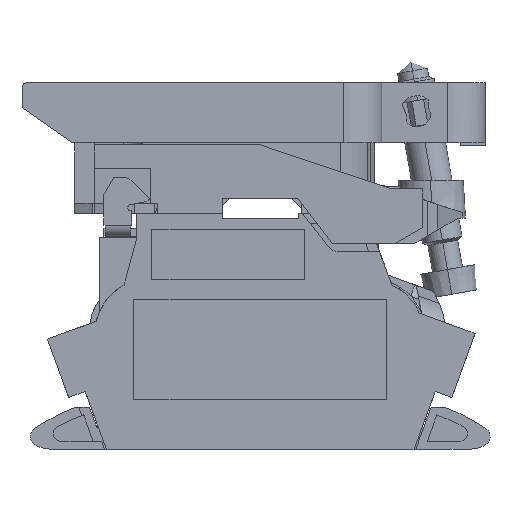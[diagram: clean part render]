
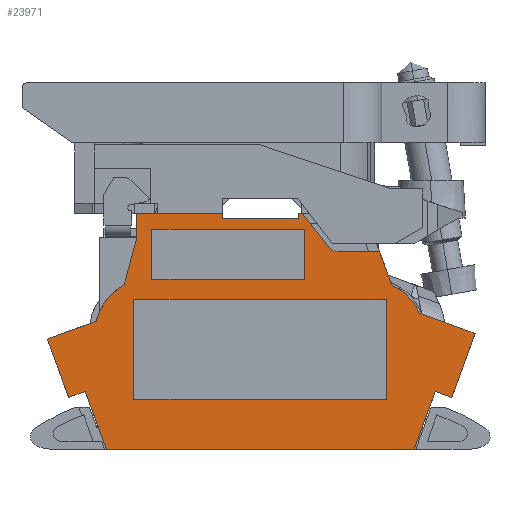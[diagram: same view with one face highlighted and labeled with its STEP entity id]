
A CAD part, left-side view. The second image highlights one B-rep face of the part: STEP entity #23971.
In plain terms, the highlighted face is planar.
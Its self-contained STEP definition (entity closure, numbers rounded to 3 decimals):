
#18508=DIRECTION('',(0.,-1.,0.));
#18509=VECTOR('',#18508,10.);
#18510=CARTESIAN_POINT('',(12.6,-8.6,-4.9));
#18511=LINE('',#18510,#18509);
#18512=DIRECTION('',(-1.,0.,0.));
#18513=VECTOR('',#18512,25.2);
#18514=CARTESIAN_POINT('',(12.6,-18.6,-4.9));
#18515=LINE('',#18514,#18513);
#18516=DIRECTION('',(0.,1.,0.));
#18517=VECTOR('',#18516,10.);
#18518=CARTESIAN_POINT('',(-12.6,-18.6,-4.9));
#18519=LINE('',#18518,#18517);
#18520=DIRECTION('',(1.,0.,0.));
#18521=VECTOR('',#18520,25.2);
#18522=CARTESIAN_POINT('',(-12.6,-8.6,-4.9));
#18523=LINE('',#18522,#18521);
#18524=DIRECTION('',(-1.,0.,0.));
#18525=VECTOR('',#18524,15.2);
#18526=CARTESIAN_POINT('',(10.8,-6.6,-4.9));
#18527=LINE('',#18526,#18525);
#18528=DIRECTION('',(0.,1.,0.));
#18529=VECTOR('',#18528,5.);
#18530=CARTESIAN_POINT('',(-4.4,-6.6,-4.9));
#18531=LINE('',#18530,#18529);
#18532=DIRECTION('',(1.,0.,0.));
#18533=VECTOR('',#18532,15.2);
#18534=CARTESIAN_POINT('',(-4.4,-1.6,-4.9));
#18535=LINE('',#18534,#18533);
#18536=DIRECTION('',(0.,-1.,0.));
#18537=VECTOR('',#18536,5.);
#18538=CARTESIAN_POINT('',(10.8,-1.6,-4.9));
#18539=LINE('',#18538,#18537);
#18540=CARTESIAN_POINT('',(-10.984,-12.021,-4.9));
#18541=DIRECTION('',(0.,0.,1.));
#18542=DIRECTION('',(-0.401,0.916,0.));
#18543=AXIS2_PLACEMENT_3D('',#18540,#18541,#18542);
#18545=DIRECTION('',(0.94,0.342,0.));
#18546=VECTOR('',#18545,5.91);
#18547=CARTESIAN_POINT('',(-21.424,-11.99,-4.9));
#18548=LINE('',#18547,#18546);
#18549=DIRECTION('',(0.342,-0.94,0.));
#18550=VECTOR('',#18549,6.8);
#18551=CARTESIAN_POINT('',(-21.424,-11.99,-4.9));
#18552=LINE('',#18551,#18550);
#18553=DIRECTION('',(0.94,0.342,0.));
#18554=VECTOR('',#18553,1.75);
#18555=CARTESIAN_POINT('',(-19.099,-18.38,-4.9));
#18556=LINE('',#18555,#18554);
#18557=DIRECTION('',(0.342,-0.94,0.));
#18558=VECTOR('',#18557,6.192);
#18559=CARTESIAN_POINT('',(-17.454,-17.781,-4.9));
#18560=LINE('',#18559,#18558);
#18561=DIRECTION('',(1.,0.,0.));
#18562=VECTOR('',#18561,30.673);
#18563=CARTESIAN_POINT('',(-15.336,-23.6,-4.9));
#18564=LINE('',#18563,#18562);
#18565=DIRECTION('',(0.342,0.94,0.));
#18566=VECTOR('',#18565,6.192);
#18567=CARTESIAN_POINT('',(15.336,-23.6,-4.9));
#18568=LINE('',#18567,#18566);
#18569=DIRECTION('',(0.94,-0.342,0.));
#18570=VECTOR('',#18569,1.75);
#18571=CARTESIAN_POINT('',(17.454,-17.781,-4.9));
#18572=LINE('',#18571,#18570);
#18573=DIRECTION('',(0.342,0.94,0.));
#18574=VECTOR('',#18573,6.2);
#18575=CARTESIAN_POINT('',(19.099,-18.38,-4.9));
#18576=LINE('',#18575,#18574);
#18577=CARTESIAN_POINT('',(10.984,-12.021,-4.9));
#18578=DIRECTION('',(0.,0.,1.));
#18579=DIRECTION('',(0.974,0.226,0.));
#18580=AXIS2_PLACEMENT_3D('',#18577,#18578,#18579);
#18582=DIRECTION('',(-0.259,0.966,0.));
#18583=VECTOR('',#18582,4.939);
#18584=CARTESIAN_POINT('',(13.578,-7.171,-4.9));
#18585=LINE('',#18584,#18583);
#18586=DIRECTION('',(0.,1.,0.));
#18587=VECTOR('',#18586,2.4);
#18588=CARTESIAN_POINT('',(12.3,-2.4,-4.9));
#18589=LINE('',#18588,#18587);
#18590=DIRECTION('',(-1.,0.,0.));
#18591=VECTOR('',#18590,8.5);
#18592=CARTESIAN_POINT('',(12.3,0.,-4.9));
#18593=LINE('',#18592,#18591);
#18594=DIRECTION('',(0.,-1.,0.));
#18595=VECTOR('',#18594,0.5);
#18596=CARTESIAN_POINT('',(3.8,0.,-4.9));
#18597=LINE('',#18596,#18595);
#18598=DIRECTION('',(1.,0.,0.));
#18599=VECTOR('',#18598,7.6);
#18600=CARTESIAN_POINT('',(-3.8,-0.5,-4.9));
#18601=LINE('',#18600,#18599);
#18602=DIRECTION('',(0.,-1.,0.));
#18603=VECTOR('',#18602,0.5);
#18604=CARTESIAN_POINT('',(-3.8,0.,-4.9));
#18605=LINE('',#18604,#18603);
#18606=DIRECTION('',(-1.,0.,0.));
#18607=VECTOR('',#18606,0.4);
#18608=CARTESIAN_POINT('',(-3.8,0.,-4.9));
#18609=LINE('',#18608,#18607);
#18610=DIRECTION('',(-0.616,-0.788,0.));
#18611=VECTOR('',#18610,4.335);
#18612=CARTESIAN_POINT('',(-4.2,0.,-4.9));
#18613=LINE('',#18612,#18611);
#18614=CARTESIAN_POINT('',(-7.657,-2.8,-4.9));
#18615=DIRECTION('',(0.,0.,-1.));
#18616=DIRECTION('',(0.788,-0.616,0.));
#18617=AXIS2_PLACEMENT_3D('',#18614,#18615,#18616);
#18619=DIRECTION('',(-1.,0.,0.));
#18620=VECTOR('',#18619,4.226);
#18621=CARTESIAN_POINT('',(-7.657,-3.8,-4.9));
#18622=LINE('',#18621,#18620);
#18623=DIRECTION('',(-0.342,-0.94,0.));
#18624=VECTOR('',#18623,3.581);
#18625=CARTESIAN_POINT('',(-11.883,-3.8,-4.9));
#18626=LINE('',#18625,#18624);
#19510=DIRECTION('',(0.94,-0.342,0.));
#19511=VECTOR('',#19510,5.19);
#19512=CARTESIAN_POINT('',(16.342,-10.778,-4.9));
#19513=LINE('',#19512,#19511);
#22712=CARTESIAN_POINT('',(-15.336,-23.6,-4.9));
#22713=CARTESIAN_POINT('',(15.336,-23.6,-4.9));
#22714=VERTEX_POINT('',#22712);
#22715=VERTEX_POINT('',#22713);
#22716=CARTESIAN_POINT('',(12.3,-2.4,-4.9));
#22717=CARTESIAN_POINT('',(12.3,0.,-4.9));
#22718=VERTEX_POINT('',#22716);
#22719=VERTEX_POINT('',#22717);
#22896=CARTESIAN_POINT('',(-3.8,0.,-4.9));
#22897=CARTESIAN_POINT('',(-3.8,-0.5,-4.9));
#22898=VERTEX_POINT('',#22896);
#22899=VERTEX_POINT('',#22897);
#22900=CARTESIAN_POINT('',(3.8,-0.5,-4.9));
#22901=VERTEX_POINT('',#22900);
#22902=CARTESIAN_POINT('',(3.8,0.,-4.9));
#22903=VERTEX_POINT('',#22902);
#22912=CARTESIAN_POINT('',(-4.2,0.,-4.9));
#22913=CARTESIAN_POINT('',(-6.869,-3.416,-4.9));
#22914=VERTEX_POINT('',#22912);
#22915=VERTEX_POINT('',#22913);
#22916=CARTESIAN_POINT('',(-7.657,-3.8,-4.9));
#22917=VERTEX_POINT('',#22916);
#22918=CARTESIAN_POINT('',(-11.883,-3.8,-4.9));
#22919=VERTEX_POINT('',#22918);
#23074=CARTESIAN_POINT('',(13.578,-7.171,-4.9));
#23075=VERTEX_POINT('',#23074);
#23076=CARTESIAN_POINT('',(16.342,-10.778,-4.9));
#23077=VERTEX_POINT('',#23076);
#23078=CARTESIAN_POINT('',(-13.108,-7.165,-4.9));
#23079=VERTEX_POINT('',#23078);
#23402=CARTESIAN_POINT('',(19.099,-18.38,-4.9));
#23403=CARTESIAN_POINT('',(21.219,-12.554,-4.9));
#23404=VERTEX_POINT('',#23402);
#23405=VERTEX_POINT('',#23403);
#23406=CARTESIAN_POINT('',(-19.099,-18.38,-4.9));
#23408=VERTEX_POINT('',#23406);
#23414=CARTESIAN_POINT('',(-17.454,-17.781,-4.9));
#23416=VERTEX_POINT('',#23414);
#23418=CARTESIAN_POINT('',(17.454,-17.781,-4.9));
#23420=VERTEX_POINT('',#23418);
#23682=CARTESIAN_POINT('',(12.6,-8.6,-4.9));
#23683=CARTESIAN_POINT('',(12.6,-18.6,-4.9));
#23684=VERTEX_POINT('',#23682);
#23685=VERTEX_POINT('',#23683);
#23686=CARTESIAN_POINT('',(-12.6,-18.6,-4.9));
#23687=VERTEX_POINT('',#23686);
#23688=CARTESIAN_POINT('',(-12.6,-8.6,-4.9));
#23689=VERTEX_POINT('',#23688);
#23811=CARTESIAN_POINT('',(-21.424,-11.99,-4.9));
#23813=VERTEX_POINT('',#23811);
#23820=CARTESIAN_POINT('',(-15.871,-9.968,-4.9));
#23821=VERTEX_POINT('',#23820);
#23884=CARTESIAN_POINT('',(10.8,-6.6,-4.9));
#23885=CARTESIAN_POINT('',(-4.4,-6.6,-4.9));
#23886=VERTEX_POINT('',#23884);
#23887=VERTEX_POINT('',#23885);
#23888=CARTESIAN_POINT('',(-4.4,-1.6,-4.9));
#23889=VERTEX_POINT('',#23888);
#23890=CARTESIAN_POINT('',(10.8,-1.6,-4.9));
#23891=VERTEX_POINT('',#23890);
#23900=CARTESIAN_POINT('',(0.,0.,-4.9));
#23901=DIRECTION('',(0.,0.,1.));
#23902=DIRECTION('',(1.,0.,0.));
#23903=AXIS2_PLACEMENT_3D('',#23900,#23901,#23902);
#23904=PLANE('',#23903);
#23906=ORIENTED_EDGE('',*,*,#23905,.T.);
#23908=ORIENTED_EDGE('',*,*,#23907,.F.);
#23910=ORIENTED_EDGE('',*,*,#23909,.T.);
#23912=ORIENTED_EDGE('',*,*,#23911,.T.);
#23914=ORIENTED_EDGE('',*,*,#23913,.T.);
#23916=ORIENTED_EDGE('',*,*,#23915,.T.);
#23918=ORIENTED_EDGE('',*,*,#23917,.T.);
#23920=ORIENTED_EDGE('',*,*,#23919,.T.);
#23922=ORIENTED_EDGE('',*,*,#23921,.T.);
#23924=ORIENTED_EDGE('',*,*,#23923,.F.);
#23926=ORIENTED_EDGE('',*,*,#23925,.T.);
#23928=ORIENTED_EDGE('',*,*,#23927,.T.);
#23930=ORIENTED_EDGE('',*,*,#23929,.T.);
#23932=ORIENTED_EDGE('',*,*,#23931,.T.);
#23934=ORIENTED_EDGE('',*,*,#23933,.T.);
#23936=ORIENTED_EDGE('',*,*,#23935,.F.);
#23938=ORIENTED_EDGE('',*,*,#23937,.F.);
#23940=ORIENTED_EDGE('',*,*,#23939,.T.);
#23942=ORIENTED_EDGE('',*,*,#23941,.T.);
#23944=ORIENTED_EDGE('',*,*,#23943,.T.);
#23946=ORIENTED_EDGE('',*,*,#23945,.T.);
#23948=ORIENTED_EDGE('',*,*,#23947,.T.);
#23949=EDGE_LOOP('',(#23906,#23908,#23910,#23912,#23914,#23916,#23918,#23920,
#23922,#23924,#23926,#23928,#23930,#23932,#23934,#23936,#23938,#23940,#23942,
#23944,#23946,#23948));
#23950=FACE_OUTER_BOUND('',#23949,.F.);
#23952=ORIENTED_EDGE('',*,*,#23951,.T.);
#23954=ORIENTED_EDGE('',*,*,#23953,.T.);
#23956=ORIENTED_EDGE('',*,*,#23955,.T.);
#23958=ORIENTED_EDGE('',*,*,#23957,.T.);
#23959=EDGE_LOOP('',(#23952,#23954,#23956,#23958));
#23960=FACE_BOUND('',#23959,.F.);
#23962=ORIENTED_EDGE('',*,*,#23961,.T.);
#23964=ORIENTED_EDGE('',*,*,#23963,.T.);
#23966=ORIENTED_EDGE('',*,*,#23965,.T.);
#23968=ORIENTED_EDGE('',*,*,#23967,.T.);
#23969=EDGE_LOOP('',(#23962,#23964,#23966,#23968));
#23970=FACE_BOUND('',#23969,.F.);
#18544=CIRCLE('',#18543,5.3);
#18581=CIRCLE('',#18580,5.5);
#18618=CIRCLE('',#18617,1.);
#23905=EDGE_CURVE('',#23079,#23821,#18544,.T.);
#23907=EDGE_CURVE('',#23813,#23821,#18548,.T.);
#23909=EDGE_CURVE('',#23813,#23408,#18552,.T.);
#23911=EDGE_CURVE('',#23408,#23416,#18556,.T.);
#23913=EDGE_CURVE('',#23416,#22714,#18560,.T.);
#23915=EDGE_CURVE('',#22714,#22715,#18564,.T.);
#23917=EDGE_CURVE('',#22715,#23420,#18568,.T.);
#23919=EDGE_CURVE('',#23420,#23404,#18572,.T.);
#23921=EDGE_CURVE('',#23404,#23405,#18576,.T.);
#23923=EDGE_CURVE('',#23077,#23405,#19513,.T.);
#23925=EDGE_CURVE('',#23077,#23075,#18581,.T.);
#23927=EDGE_CURVE('',#23075,#22718,#18585,.T.);
#23929=EDGE_CURVE('',#22718,#22719,#18589,.T.);
#23931=EDGE_CURVE('',#22719,#22903,#18593,.T.);
#23933=EDGE_CURVE('',#22903,#22901,#18597,.T.);
#23935=EDGE_CURVE('',#22899,#22901,#18601,.T.);
#23937=EDGE_CURVE('',#22898,#22899,#18605,.T.);
#23939=EDGE_CURVE('',#22898,#22914,#18609,.T.);
#23941=EDGE_CURVE('',#22914,#22915,#18613,.T.);
#23943=EDGE_CURVE('',#22915,#22917,#18618,.T.);
#23945=EDGE_CURVE('',#22917,#22919,#18622,.T.);
#23947=EDGE_CURVE('',#22919,#23079,#18626,.T.);
#23951=EDGE_CURVE('',#23886,#23887,#18527,.T.);
#23953=EDGE_CURVE('',#23887,#23889,#18531,.T.);
#23955=EDGE_CURVE('',#23889,#23891,#18535,.T.);
#23957=EDGE_CURVE('',#23891,#23886,#18539,.T.);
#23961=EDGE_CURVE('',#23684,#23685,#18511,.T.);
#23963=EDGE_CURVE('',#23685,#23687,#18515,.T.);
#23965=EDGE_CURVE('',#23687,#23689,#18519,.T.);
#23967=EDGE_CURVE('',#23689,#23684,#18523,.T.);
#23971=ADVANCED_FACE('',(#23950,#23960,#23970),#23904,.F.);
